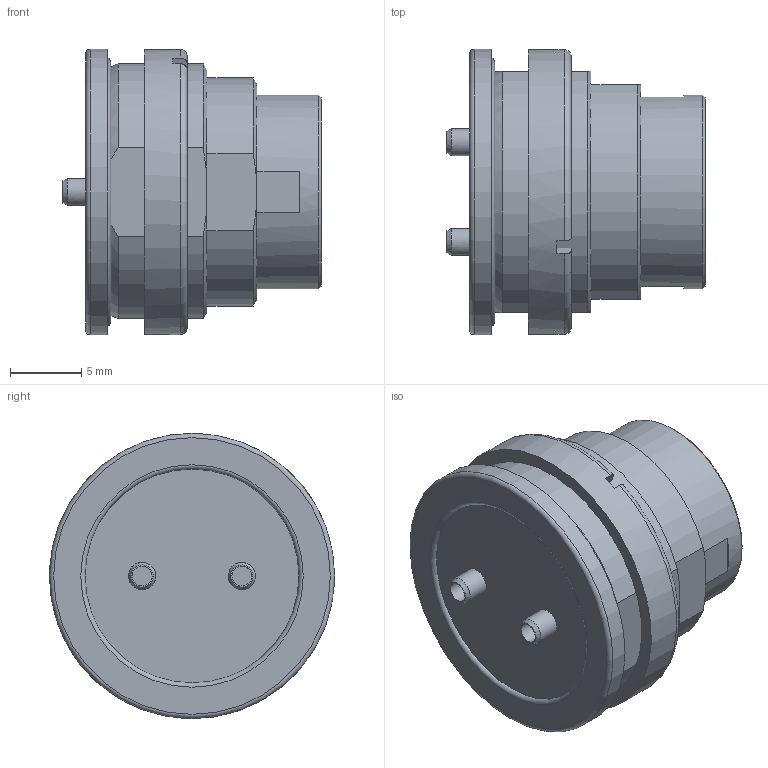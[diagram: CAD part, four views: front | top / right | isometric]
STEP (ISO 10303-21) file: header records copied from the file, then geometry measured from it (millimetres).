
FILE_DESCRIPTION(/* description */ (''),/* implementation_level */ '2;1');
FILE_NAME(/* name */ '09-0103-80-02_001_00.stp',/* time_stamp */ '2014-09-12T07:29:34+02:00',/* author */ (''),/* organization */ (''),/* preprocessor_version */ 'ST-DEVELOPER v14',/* originating_system */ 'SIEMENS PLM Software NX 8.0',/* authorisation */ '');
FILE_SCHEMA (('AUTOMOTIVE_DESIGN { 1 0 10303 214 3 1 1 1 }'));
Length unit declared in the file: millimetre
Products named in the file (1): sach1630CCA1rv29
Bounding box: 18.1 x 20 x 20 mm (x, y, z)
Volume: 2780.4 mm3; surface area: 2541.2 mm2
Topology: 2 solids, 2 shells, 88 faces, 223 edges, 148 vertices
Faces by surface type: plane 35, cone 21, cylinder 19, torus 8, bspline 5
Full cylindrical faces by diameter (mm): 1.4 x2, 1.49 x2, 1.9 x2, 12 x1, 13.6 x1, 17.188 x1, 18.1 x1, 20 x2
Entity records: 2739 total; most frequent: CARTESIAN_POINT 843, DIRECTION 386, ORIENTED_EDGE 340, AXIS2_PLACEMENT_3D 172, EDGE_CURVE 170, EDGE_LOOP 136, VERTEX_POINT 128, FACE_BOUND 92
